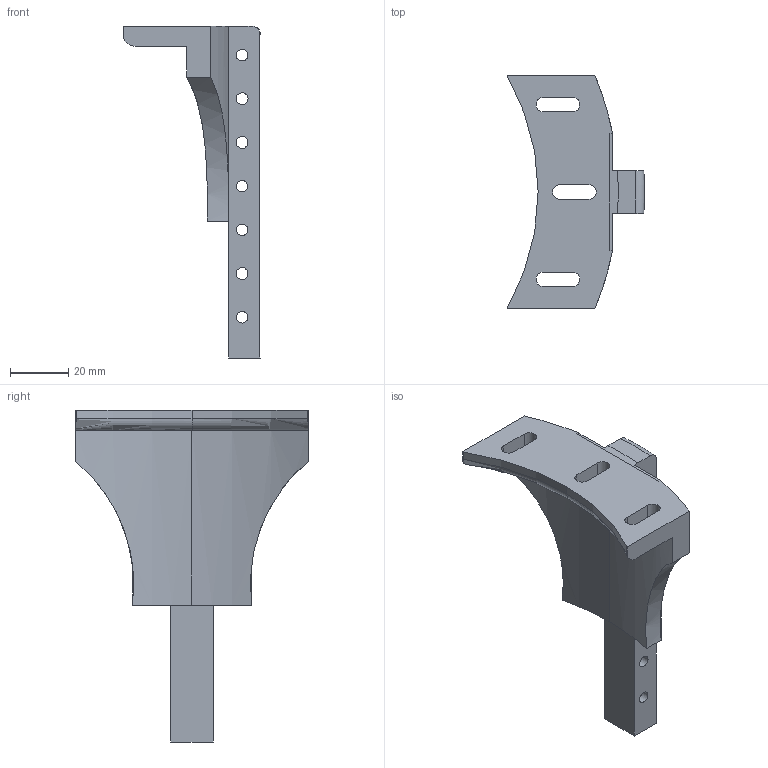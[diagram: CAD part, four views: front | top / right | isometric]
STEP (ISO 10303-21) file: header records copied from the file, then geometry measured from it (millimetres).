
FILE_DESCRIPTION(('FreeCAD Model'),'2;1');
FILE_NAME('Retrait-V6-Haut.step','2020-10-11T15:21:51',('Author'),(''), 'Open CASCADE STEP processor 7.3','FreeCAD','Unknown');
FILE_SCHEMA(('AUTOMOTIVE_DESIGN { 1 0 10303 214 1 1 1 1 }'));
Length unit declared in the file: millimetre
Products named in the file (1): Retrait-V6-Haut
Bounding box: 47.02 x 80 x 114 mm (x, y, z)
Volume: 51249.3 mm3; surface area: 18931.4 mm2
Topology: 1 solids, 1 shells, 51 faces, 151 edges, 101 vertices
Faces by surface type: plane 25, cylinder 23, torus 3
Full cylindrical faces by diameter (mm): 3.904 x1, 3.976 x1, 3.996 x1, 4.031 x2, 4.055 x1, 4.094 x1
Entity records: 5840 total; most frequent: CARTESIAN_POINT 2809, DIRECTION 556, LINE 319, VECTOR 319, ORIENTED_EDGE 302, PCURVE 302, DEFINITIONAL_REPRESENTATION 302, EDGE_CURVE 151
